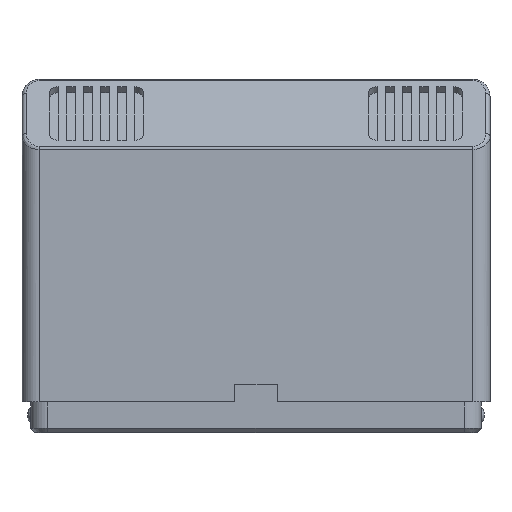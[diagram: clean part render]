
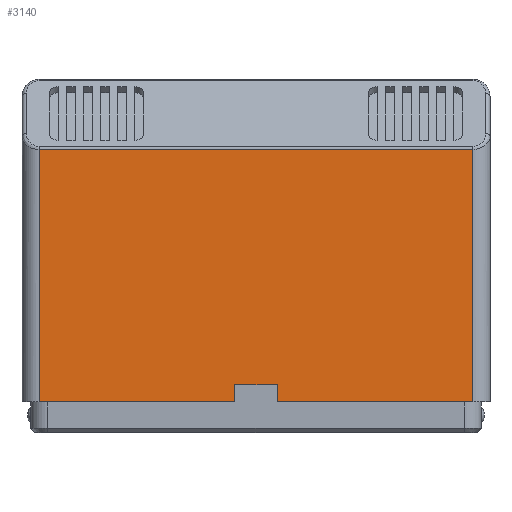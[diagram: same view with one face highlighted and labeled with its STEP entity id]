
A CAD part, front view. The second image highlights one B-rep face of the part: STEP entity #3140.
In plain terms, the highlighted planar face has unit normal (0, -1, 0).
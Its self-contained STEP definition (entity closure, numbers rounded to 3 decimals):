
#58 = VERTEX_POINT ( 'NONE', #1810 ) ;
#93 = EDGE_CURVE ( 'NONE', #3846, #1326, #4951, .T. ) ;
#242 = CARTESIAN_POINT ( 'NONE',  ( 30., 0., 2.1 ) ) ;
#362 = CARTESIAN_POINT ( 'NONE',  ( 53., 0., 32. ) ) ;
#439 = EDGE_CURVE ( 'NONE', #1759, #1326, #1650, .T. ) ;
#463 = CARTESIAN_POINT ( 'NONE',  ( 25., 0., 0.1 ) ) ;
#504 = CARTESIAN_POINT ( 'NONE',  ( 53., 0., 2.1 ) ) ;
#597 = CARTESIAN_POINT ( 'NONE',  ( 30., 0., 4.1 ) ) ;
#798 = DIRECTION ( 'NONE',  ( 0., 0., 1. ) ) ;
#1073 = ORIENTED_EDGE ( 'NONE', *, *, #4650, .T. ) ;
#1079 = DIRECTION ( 'NONE',  ( 0., 1., 0. ) ) ;
#1125 = VERTEX_POINT ( 'NONE', #504 ) ;
#1151 = CARTESIAN_POINT ( 'NONE',  ( 55., 0., 2.1 ) ) ;
#1173 = CARTESIAN_POINT ( 'NONE',  ( 55., 0., 2.1 ) ) ;
#1182 = LINE ( 'NONE', #4070, #2578 ) ;
#1259 = EDGE_CURVE ( 'NONE', #58, #5280, #3397, .T. ) ;
#1326 = VERTEX_POINT ( 'NONE', #2976 ) ;
#1403 = CARTESIAN_POINT ( 'NONE',  ( 30., 0., 4.1 ) ) ;
#1424 = DIRECTION ( 'NONE',  ( 0., 0., 1. ) ) ;
#1453 = CARTESIAN_POINT ( 'NONE',  ( 2., 0., 2.1 ) ) ;
#1538 = VERTEX_POINT ( 'NONE', #242 ) ;
#1589 = DIRECTION ( 'NONE',  ( 0., 0., -1. ) ) ;
#1641 = LINE ( 'NONE', #3694, #4654 ) ;
#1650 = LINE ( 'NONE', #1151, #4027 ) ;
#1759 = VERTEX_POINT ( 'NONE', #1453 ) ;
#1779 = EDGE_LOOP ( 'NONE', ( #4591, #5196, #4458, #3279, #1073, #4046, #4352, #2606 ) ) ;
#1810 = CARTESIAN_POINT ( 'NONE',  ( 53., 0., 31.793 ) ) ;
#1826 = PLANE ( 'NONE',  #2318 ) ;
#1885 = LINE ( 'NONE', #1403, #3445 ) ;
#1984 = DIRECTION ( 'NONE',  ( 0., 0., 1. ) ) ;
#1994 = EDGE_CURVE ( 'NONE', #1125, #58, #4041, .T. ) ;
#2033 = VECTOR ( 'NONE', #4569, 1000. ) ;
#2205 = CARTESIAN_POINT ( 'NONE',  ( 55., 0., 31.793 ) ) ;
#2229 = FACE_OUTER_BOUND ( 'NONE', #1779, .T. ) ;
#2318 = AXIS2_PLACEMENT_3D ( 'NONE', #4760, #1079, #1424 ) ;
#2578 = VECTOR ( 'NONE', #798, 1000. ) ;
#2606 = ORIENTED_EDGE ( 'NONE', *, *, #4193, .T. ) ;
#2806 = DIRECTION ( 'NONE',  ( 1., 0., 0. ) ) ;
#2976 = CARTESIAN_POINT ( 'NONE',  ( 25., 0., 2.1 ) ) ;
#3140 = ADVANCED_FACE ( 'NONE', ( #2229 ), #1826, .F. ) ;
#3279 = ORIENTED_EDGE ( 'NONE', *, *, #3624, .F. ) ;
#3397 = LINE ( 'NONE', #2205, #3435 ) ;
#3435 = VECTOR ( 'NONE', #4604, 1000. ) ;
#3445 = VECTOR ( 'NONE', #3538, 1000. ) ;
#3538 = DIRECTION ( 'NONE',  ( -1., 0., 0. ) ) ;
#3624 = EDGE_CURVE ( 'NONE', #1538, #4808, #1182, .T. ) ;
#3683 = EDGE_CURVE ( 'NONE', #4808, #3846, #1885, .T. ) ;
#3694 = CARTESIAN_POINT ( 'NONE',  ( 2., 0., 32. ) ) ;
#3771 = CARTESIAN_POINT ( 'NONE',  ( 2., 0., 31.793 ) ) ;
#3846 = VERTEX_POINT ( 'NONE', #4886 ) ;
#4027 = VECTOR ( 'NONE', #2806, 1000. ) ;
#4033 = LINE ( 'NONE', #1173, #4821 ) ;
#4041 = LINE ( 'NONE', #362, #5226 ) ;
#4046 = ORIENTED_EDGE ( 'NONE', *, *, #1994, .T. ) ;
#4070 = CARTESIAN_POINT ( 'NONE',  ( 30., 0., 0.1 ) ) ;
#4193 = EDGE_CURVE ( 'NONE', #5280, #1759, #1641, .T. ) ;
#4352 = ORIENTED_EDGE ( 'NONE', *, *, #1259, .T. ) ;
#4458 = ORIENTED_EDGE ( 'NONE', *, *, #3683, .F. ) ;
#4463 = DIRECTION ( 'NONE',  ( 1., 0., 0. ) ) ;
#4569 = DIRECTION ( 'NONE',  ( 0., 0., -1. ) ) ;
#4591 = ORIENTED_EDGE ( 'NONE', *, *, #439, .T. ) ;
#4604 = DIRECTION ( 'NONE',  ( -1., 0., 0. ) ) ;
#4650 = EDGE_CURVE ( 'NONE', #1538, #1125, #4033, .T. ) ;
#4654 = VECTOR ( 'NONE', #1589, 1000. ) ;
#4760 = CARTESIAN_POINT ( 'NONE',  ( 55., 0., 32. ) ) ;
#4808 = VERTEX_POINT ( 'NONE', #597 ) ;
#4821 = VECTOR ( 'NONE', #4463, 1000. ) ;
#4886 = CARTESIAN_POINT ( 'NONE',  ( 25., 0., 4.1 ) ) ;
#4951 = LINE ( 'NONE', #463, #2033 ) ;
#5196 = ORIENTED_EDGE ( 'NONE', *, *, #93, .F. ) ;
#5226 = VECTOR ( 'NONE', #1984, 1000. ) ;
#5280 = VERTEX_POINT ( 'NONE', #3771 ) ;
